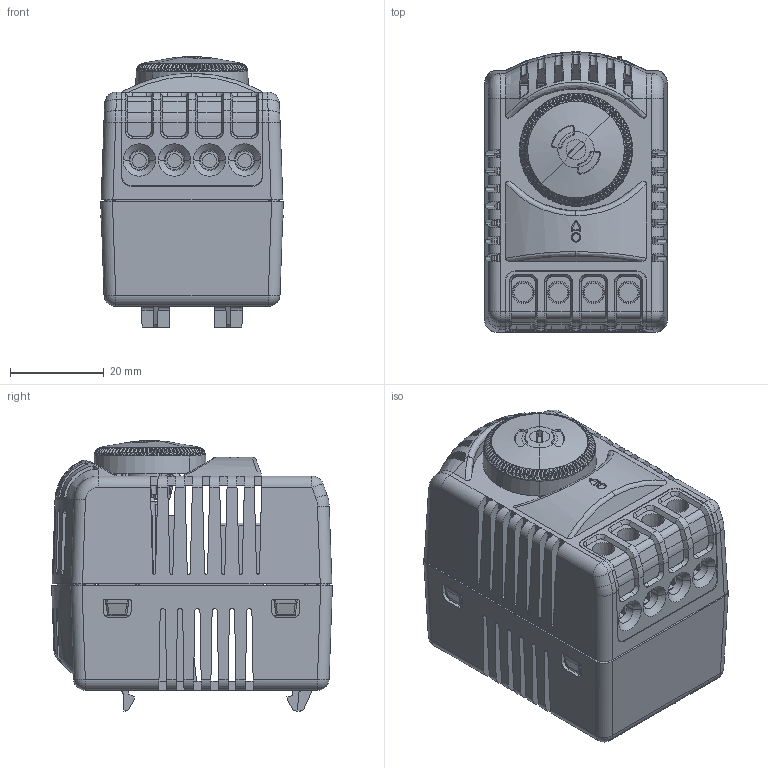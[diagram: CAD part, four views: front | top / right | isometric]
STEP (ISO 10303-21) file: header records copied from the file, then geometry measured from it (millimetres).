
FILE_DESCRIPTION((''),'2;1');
FILE_NAME('3013X1_ASM','2015-12-09T',('alexcam'),(''),'CREO PARAMETRIC BY PTC INC, 2014500','CREO PARAMETRIC BY PTC INC, 2014500','');
FILE_SCHEMA(('CONFIG_CONTROL_DESIGN'));
Products named in the file (7): HOUSING-41616-CO-ELEC_1; SOCKET-41619-CHANGEOVER_1; INTERCONTROL-TBLK-4P_1; INTERCONTROL-CHANGEOVER_ASM_1_ASM; KNOB-41621-CO_1; 3013XX-CHANGEOVER_ASM_1_ASM; 3013X1_ASM
Assembly tree (6 placements, depth 4):
  3013X1_ASM
    3013XX-CHANGEOVER_ASM_1_ASM
      HOUSING-41616-CO-ELEC_1
      SOCKET-41619-CHANGEOVER_1
      INTERCONTROL-CHANGEOVER_ASM_1_ASM
        INTERCONTROL-TBLK-4P_1
      KNOB-41621-CO_1
Bounding box: 39 x 60 x 57.7 mm (x, y, z)
Volume: 29453.1 mm3; surface area: 36463.1 mm2
Topology: 4 solids, 4 shells, 2358 faces, 6807 edges, 4389 vertices
Faces by surface type: plane 1132, cylinder 472, bspline 437, cone 247, torus 50, sphere 19, extrusion 1
Entity records: 97036 total; most frequent: CARTESIAN_POINT 41470, ORIENTED_EDGE 13576, DIRECTION 8562, EDGE_CURVE 6788, VERTEX_POINT 4389, VECTOR 3014, LINE 3013, B_SPLINE_CURVE_WITH_KNOTS 2940
